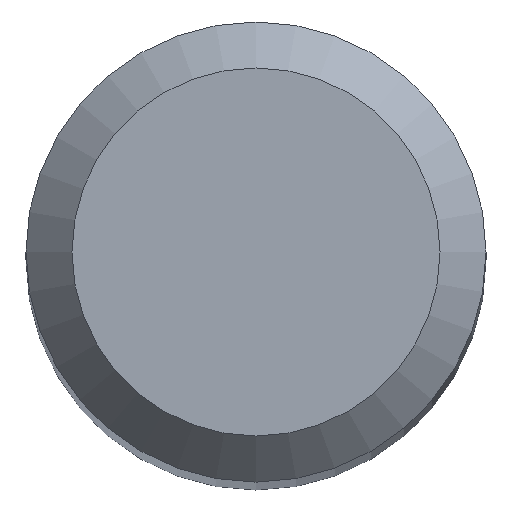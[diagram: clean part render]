
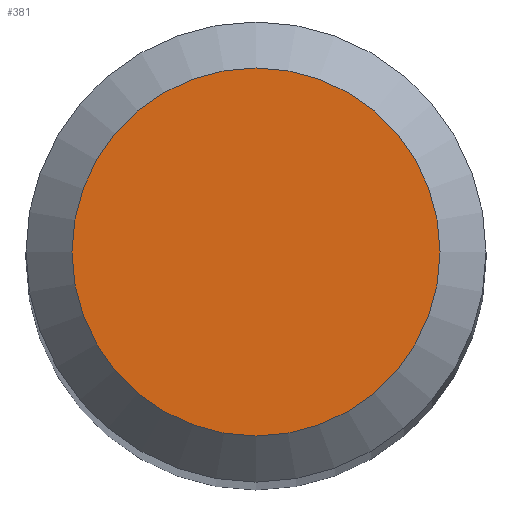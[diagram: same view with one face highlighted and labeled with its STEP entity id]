
A CAD part, top view. The second image highlights one B-rep face of the part: STEP entity #381.
In plain terms, the highlighted planar face has unit normal (0, 0, 1).
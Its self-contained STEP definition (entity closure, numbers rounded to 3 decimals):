
#51 = DIRECTION ( 'NONE',  ( 1., 0., 0. ) ) ;
#62 = CIRCLE ( 'NONE', #282, 1.2 ) ;
#86 = PLANE ( 'NONE',  #157 ) ;
#157 = AXIS2_PLACEMENT_3D ( 'NONE', #306, #301, #298 ) ;
#164 = EDGE_LOOP ( 'NONE', ( #346 ) ) ;
#179 = EDGE_CURVE ( 'NONE', #216, #216, #62, .T. ) ;
#198 = DIRECTION ( 'NONE',  ( 0., 0., 1. ) ) ;
#216 = VERTEX_POINT ( 'NONE', #275 ) ;
#249 = CARTESIAN_POINT ( 'NONE',  ( 0., 0., 38. ) ) ;
#275 = CARTESIAN_POINT ( 'NONE',  ( 1.2, 0., 38. ) ) ;
#282 = AXIS2_PLACEMENT_3D ( 'NONE', #249, #198, #51 ) ;
#298 = DIRECTION ( 'NONE',  ( -1., 0., 0. ) ) ;
#301 = DIRECTION ( 'NONE',  ( 0., 0., -1. ) ) ;
#306 = CARTESIAN_POINT ( 'NONE',  ( 0., 1.2, 38. ) ) ;
#332 = FACE_OUTER_BOUND ( 'NONE', #164, .T. ) ;
#346 = ORIENTED_EDGE ( 'NONE', *, *, #179, .T. ) ;
#381 = ADVANCED_FACE ( 'NONE', ( #332 ), #86, .F. ) ;
